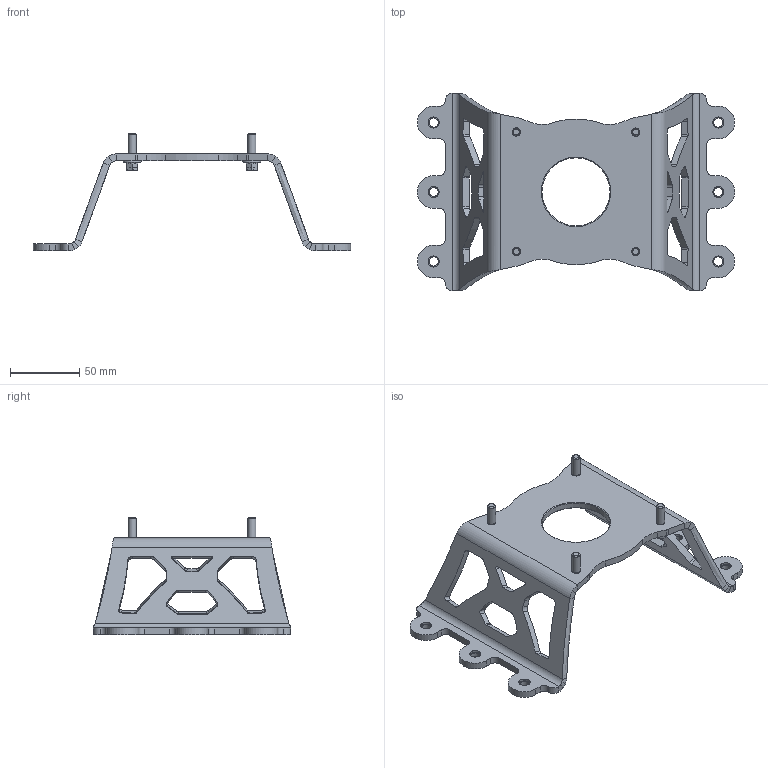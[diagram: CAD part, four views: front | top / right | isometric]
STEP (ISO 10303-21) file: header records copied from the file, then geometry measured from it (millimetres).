
FILE_DESCRIPTION(/* description */ (''),/* implementation_level */ '2;1');
FILE_NAME(/* name */ 'Mount_Legs v3_Mod v1.step',/* time_stamp */ '2024-11-15T08:31:18+11:00',/* author */ (''),/* organization */ (''),/* preprocessor_version */ 'ST-DEVELOPER v20',/* originating_system */ 'Autodesk Translation Framework v13.20.0.188',/* authorisation */ '');
FILE_SCHEMA (('AUTOMOTIVE_DESIGN { 1 0 10303 214 3 1 1 }'));
Length unit declared in the file: millimetre
Products named in the file (2): Mount_Legs v3_Mod v1; Indented Hex Flange Head Machine Screw ANSI B18.6.7M - M6x1 x 20 Stee
l Grade 2 Plain v1
Assembly tree (4 placements, depth 2):
  Mount_Legs v3_Mod v1
    Indented Hex Flange Head Machine Screw ANSI B18.6.7M - M6x1 x 20 Stee
l Grade 2 Plain v1  x4
Bounding box: 228.29 x 141.85 x 84.84 mm (x, y, z)
Volume: 137773.4 mm3; surface area: 68092.1 mm2
Topology: 5 solids, 5 shells, 349 faces, 941 edges, 616 vertices
Faces by surface type: cylinder 167, plane 128, bspline 28, cone 18, torus 8
Full cylindrical faces by diameter (mm): 5.035 x10, 5.884 x4, 6.147 x2, 6.6 x6, 7.2 x4, 8 x6, 49 x1
Entity records: 13588 total; most frequent: CARTESIAN_POINT 5944, ORIENTED_EDGE 1666, DIRECTION 1482, EDGE_CURVE 833, VERTEX_POINT 547, AXIS2_PLACEMENT_3D 535, LINE 412, VECTOR 412
